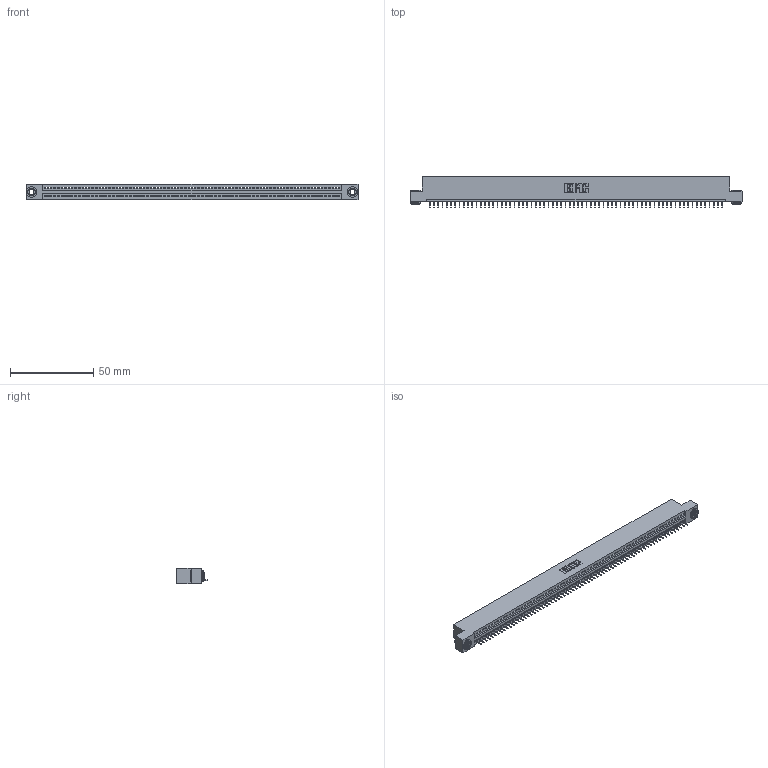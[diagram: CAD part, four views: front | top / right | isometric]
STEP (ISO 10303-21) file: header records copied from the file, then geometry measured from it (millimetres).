
FILE_DESCRIPTION (( 'STEP AP203' ), '1' );
FILE_NAME ('395-070-525-103.STEP', '2020-09-25T04:59:24', ( '' ), ( '' ), 'SwSTEP 2.0', 'SolidWorks 2020', '' );
FILE_SCHEMA (( 'CONFIG_CONTROL_DESIGN' ));
Length unit declared in the file: inch
Products named in the file (4): 345-250-002_345-250-002-102; 395-070-525-103; 345 Part_Flush Mounting Lugs - 0.156 Dia-TH; 345-292-001_345-293-125
Assembly tree (73 placements, depth 2):
  395-070-525-103
    345 Part_Flush Mounting Lugs - 0.156 Dia-TH
    345-292-001_345-293-125  x70
    345-250-002_345-250-002-102  x2
Bounding box: 199.01 x 18.72 x 9.4 mm (x, y, z)
Volume: 18865 mm3; surface area: 24711.9 mm2
Topology: 73 solids, 73 shells, 4504 faces, 13017 edges, 8394 vertices
Faces by surface type: plane 3310, cylinder 1186, cone 8
Entity records: 49638 total; most frequent: CARTESIAN_POINT 8573, ORIENTED_EDGE 8570, DIRECTION 7479, EDGE_CURVE 4285, LINE 3853, VECTOR 3853, VERTEX_POINT 2850, AXIS2_PLACEMENT_3D 1813
